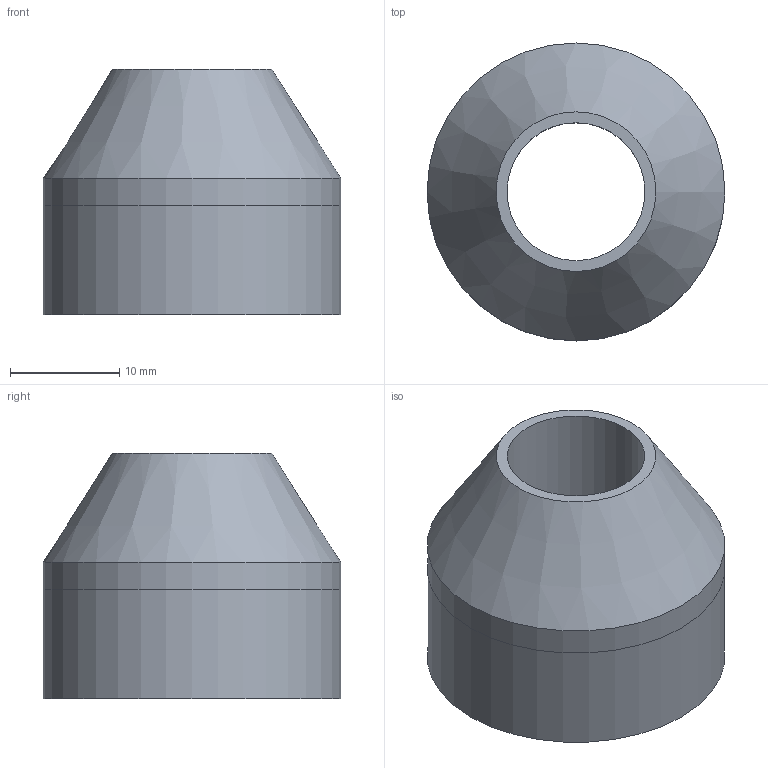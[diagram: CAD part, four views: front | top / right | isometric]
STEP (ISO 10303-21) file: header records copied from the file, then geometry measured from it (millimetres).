
FILE_DESCRIPTION(('FreeCAD Model'),'2;1');
FILE_NAME('Open CASCADE Shape Model','2024-02-23T08:22:24',(''),(''), 'Open CASCADE STEP processor 7.6','FreeCAD','Unknown');
FILE_SCHEMA(('AUTOMOTIVE_DESIGN { 1 0 10303 214 1 1 1 1 }'));
Length unit declared in the file: millimetre
Products named in the file (4): Cover Screw Top; Body009; Threads001; Cut001
Assembly tree (3 placements, depth 3):
  Cover Screw Top
    Body009
    Threads001
      Cut001
Bounding box: 27.31 x 27.31 x 22.5 mm (x, y, z)
Volume: 5927.4 mm3; surface area: 4364.1 mm2
Topology: 2 solids, 2 shells, 31 faces, 61 edges, 35 vertices
Faces by surface type: bspline 16, cylinder 9, plane 5, cone 1
Full cylindrical faces by diameter (mm): 12.64 x1, 16.64 x1, 19.31 x3, 27.31 x2
Entity records: 4687 total; most frequent: CARTESIAN_POINT 3607, ORIENTED_EDGE 122, PCURVE 122, DEFINITIONAL_REPRESENTATION 122, B_SPLINE_CURVE_WITH_KNOTS 118, DIRECTION 103, EDGE_CURVE 61, SURFACE_CURVE 56
